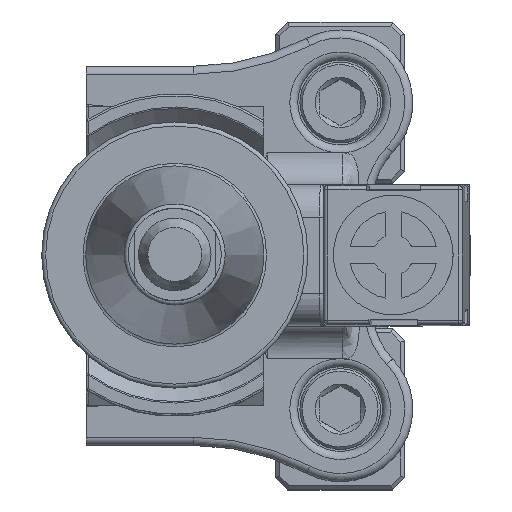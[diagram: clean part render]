
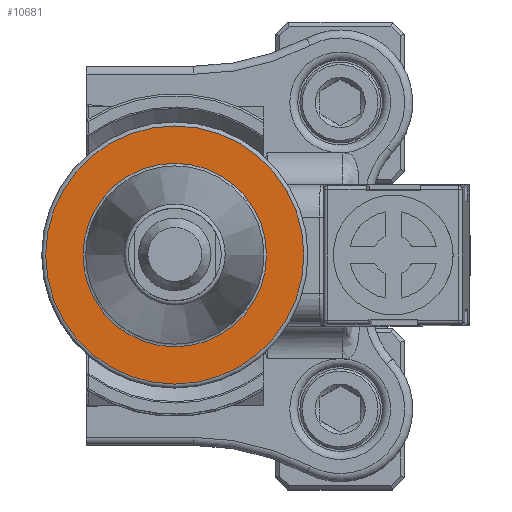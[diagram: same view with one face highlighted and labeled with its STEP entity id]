
A CAD part, top view. The second image highlights one B-rep face of the part: STEP entity #10681.
In plain terms, the highlighted planar face has unit normal (0, 0, 1).
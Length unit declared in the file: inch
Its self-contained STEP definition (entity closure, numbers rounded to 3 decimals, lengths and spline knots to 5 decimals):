
#1178=FACE_BOUND('',#2370,.T.);
#1273=CIRCLE('',#11518,0.44783);
#1274=CIRCLE('',#11520,0.62992);
#1700=FACE_OUTER_BOUND('',#2369,.T.);
#2369=EDGE_LOOP('',(#7253));
#2370=EDGE_LOOP('',(#7254));
#4380=VERTEX_POINT('',#15561);
#4381=VERTEX_POINT('',#15565);
#5480=EDGE_CURVE('',#4380,#4380,#1273,.T.);
#5481=EDGE_CURVE('',#4381,#4381,#1274,.T.);
#7253=ORIENTED_EDGE('',*,*,#5481,.F.);
#7254=ORIENTED_EDGE('',*,*,#5480,.F.);
#10441=PLANE('',#11519);
#10681=ADVANCED_FACE('',(#1700,#1178),#10441,.T.);
#11518=AXIS2_PLACEMENT_3D('',#15563,#12759,#12760);
#11519=AXIS2_PLACEMENT_3D('',#15564,#12761,#12762);
#11520=AXIS2_PLACEMENT_3D('',#15566,#12763,#12764);
#12759=DIRECTION('center_axis',(0.,0.,1.));
#12760=DIRECTION('ref_axis',(1.,0.,0.));
#12761=DIRECTION('center_axis',(0.,0.,1.));
#12762=DIRECTION('ref_axis',(1.,0.,0.));
#12763=DIRECTION('center_axis',(0.,0.,-1.));
#12764=DIRECTION('ref_axis',(1.,0.,0.));
#15561=CARTESIAN_POINT('',(0.44783,0.,0.31496));
#15563=CARTESIAN_POINT('Origin',(0.,0.,0.31496));
#15564=CARTESIAN_POINT('Origin',(-0.64961,0.,0.31496));
#15565=CARTESIAN_POINT('',(0.62992,0.,0.31496));
#15566=CARTESIAN_POINT('Origin',(0.,0.,0.31496));
